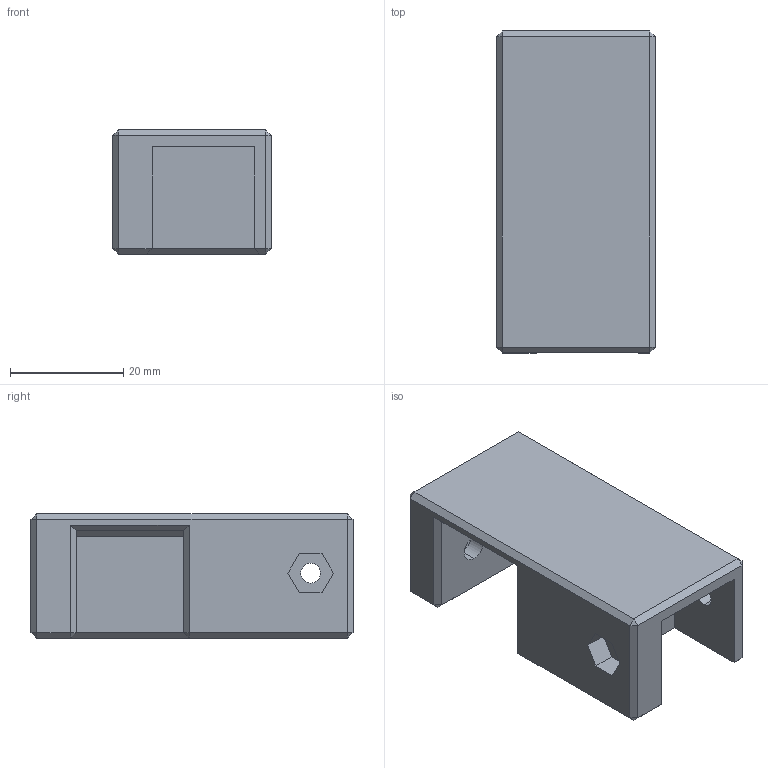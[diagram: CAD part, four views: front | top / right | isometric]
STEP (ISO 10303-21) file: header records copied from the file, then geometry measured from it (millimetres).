
FILE_DESCRIPTION (( 'STEP AP214' ), '1' );
FILE_NAME ('Idler.STEP', '2023-01-16T21:35:15', ( '' ), ( '' ), 'SwSTEP 2.0', 'SolidWorks 2020', '' );
FILE_SCHEMA (( 'AUTOMOTIVE_DESIGN' ));
Length unit declared in the file: millimetre
Products named in the file (1): Idler
Bounding box: 28.1 x 57 x 22 mm (x, y, z)
Volume: 20002.1 mm3; surface area: 8445 mm2
Topology: 1 solids, 1 shells, 69 faces, 152 edges, 88 vertices
Faces by surface type: plane 57, cylinder 10, cone 2
Entity records: 1874 total; most frequent: DIRECTION 314, CARTESIAN_POINT 310, ORIENTED_EDGE 304, EDGE_CURVE 152, VECTOR 130, LINE 130, AXIS2_PLACEMENT_3D 92, VERTEX_POINT 88
